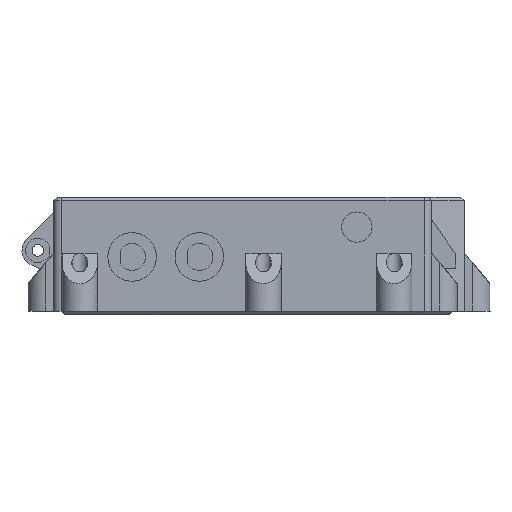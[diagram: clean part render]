
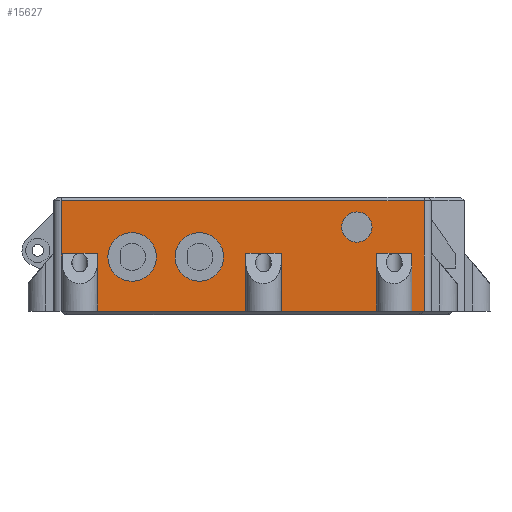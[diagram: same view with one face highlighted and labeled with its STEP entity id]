
A CAD part, left-side view. The second image highlights one B-rep face of the part: STEP entity #15627.
In plain terms, the highlighted planar face has unit normal (-1, 0, 0).
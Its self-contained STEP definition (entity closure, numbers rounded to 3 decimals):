
#1332=FACE_BOUND('',#2854,.T.);
#1333=FACE_BOUND('',#2855,.T.);
#1334=FACE_BOUND('',#2856,.T.);
#1955=FACE_OUTER_BOUND('',#2853,.T.);
#2853=EDGE_LOOP('',(#13216,#13217,#13218,#13219,#13220,#13221,#13222,#13223,
#13224,#13225,#13226,#13227,#13228,#13229,#13230,#13231,#13232,#13233,#13234));
#2854=EDGE_LOOP('',(#13235));
#2855=EDGE_LOOP('',(#13236));
#2856=EDGE_LOOP('',(#13237));
#3195=CIRCLE('',#16130,6.5);
#3196=CIRCLE('',#16131,4.05);
#3197=CIRCLE('',#16132,6.5);
#4085=LINE('',#28949,#5507);
#4091=LINE('',#28964,#5513);
#4153=LINE('',#29094,#5575);
#4154=LINE('',#29096,#5576);
#4155=LINE('',#29098,#5577);
#4156=LINE('',#29100,#5578);
#4157=LINE('',#29102,#5579);
#4158=LINE('',#29104,#5580);
#4159=LINE('',#29106,#5581);
#4160=LINE('',#29108,#5582);
#4161=LINE('',#29110,#5583);
#4162=LINE('',#29112,#5584);
#4163=LINE('',#29114,#5585);
#4164=LINE('',#29116,#5586);
#4165=LINE('',#29118,#5587);
#4166=LINE('',#29120,#5588);
#4167=LINE('',#29122,#5589);
#4168=LINE('',#29124,#5590);
#4169=LINE('',#29125,#5591);
#5507=VECTOR('',#17742,10.);
#5513=VECTOR('',#17760,10.);
#5575=VECTOR('',#17842,10.);
#5576=VECTOR('',#17843,10.);
#5577=VECTOR('',#17844,10.);
#5578=VECTOR('',#17845,10.);
#5579=VECTOR('',#17846,10.);
#5580=VECTOR('',#17847,10.);
#5581=VECTOR('',#17848,10.);
#5582=VECTOR('',#17849,10.);
#5583=VECTOR('',#17850,10.);
#5584=VECTOR('',#17851,10.);
#5585=VECTOR('',#17852,10.);
#5586=VECTOR('',#17853,10.);
#5587=VECTOR('',#17854,10.);
#5588=VECTOR('',#17855,10.);
#5589=VECTOR('',#17856,10.);
#5590=VECTOR('',#17857,10.);
#5591=VECTOR('',#17858,10.);
#7192=VERTEX_POINT('',#28944);
#7193=VERTEX_POINT('',#28948);
#7196=VERTEX_POINT('',#28962);
#7254=VERTEX_POINT('',#29093);
#7255=VERTEX_POINT('',#29095);
#7256=VERTEX_POINT('',#29097);
#7257=VERTEX_POINT('',#29099);
#7258=VERTEX_POINT('',#29101);
#7259=VERTEX_POINT('',#29103);
#7260=VERTEX_POINT('',#29105);
#7261=VERTEX_POINT('',#29107);
#7262=VERTEX_POINT('',#29109);
#7263=VERTEX_POINT('',#29111);
#7264=VERTEX_POINT('',#29113);
#7265=VERTEX_POINT('',#29115);
#7266=VERTEX_POINT('',#29117);
#7267=VERTEX_POINT('',#29119);
#7268=VERTEX_POINT('',#29121);
#7269=VERTEX_POINT('',#29123);
#7270=VERTEX_POINT('',#29126);
#7271=VERTEX_POINT('',#29128);
#7272=VERTEX_POINT('',#29130);
#9248=EDGE_CURVE('',#7192,#7193,#4085,.T.);
#9256=EDGE_CURVE('',#7196,#7192,#4091,.T.);
#9321=EDGE_CURVE('',#7254,#7196,#4153,.T.);
#9322=EDGE_CURVE('',#7254,#7255,#4154,.T.);
#9323=EDGE_CURVE('',#7255,#7256,#4155,.T.);
#9324=EDGE_CURVE('',#7256,#7257,#4156,.T.);
#9325=EDGE_CURVE('',#7257,#7258,#4157,.T.);
#9326=EDGE_CURVE('',#7259,#7258,#4158,.T.);
#9327=EDGE_CURVE('',#7259,#7260,#4159,.T.);
#9328=EDGE_CURVE('',#7260,#7261,#4160,.T.);
#9329=EDGE_CURVE('',#7261,#7262,#4161,.T.);
#9330=EDGE_CURVE('',#7262,#7263,#4162,.T.);
#9331=EDGE_CURVE('',#7264,#7263,#4163,.T.);
#9332=EDGE_CURVE('',#7264,#7265,#4164,.T.);
#9333=EDGE_CURVE('',#7265,#7266,#4165,.T.);
#9334=EDGE_CURVE('',#7266,#7267,#4166,.T.);
#9335=EDGE_CURVE('',#7267,#7268,#4167,.T.);
#9336=EDGE_CURVE('',#7269,#7268,#4168,.T.);
#9337=EDGE_CURVE('',#7193,#7269,#4169,.T.);
#9338=EDGE_CURVE('',#7270,#7270,#3195,.T.);
#9339=EDGE_CURVE('',#7271,#7271,#3196,.T.);
#9340=EDGE_CURVE('',#7272,#7272,#3197,.T.);
#13216=ORIENTED_EDGE('',*,*,#9248,.F.);
#13217=ORIENTED_EDGE('',*,*,#9256,.F.);
#13218=ORIENTED_EDGE('',*,*,#9321,.F.);
#13219=ORIENTED_EDGE('',*,*,#9322,.T.);
#13220=ORIENTED_EDGE('',*,*,#9323,.T.);
#13221=ORIENTED_EDGE('',*,*,#9324,.T.);
#13222=ORIENTED_EDGE('',*,*,#9325,.T.);
#13223=ORIENTED_EDGE('',*,*,#9326,.F.);
#13224=ORIENTED_EDGE('',*,*,#9327,.T.);
#13225=ORIENTED_EDGE('',*,*,#9328,.T.);
#13226=ORIENTED_EDGE('',*,*,#9329,.T.);
#13227=ORIENTED_EDGE('',*,*,#9330,.T.);
#13228=ORIENTED_EDGE('',*,*,#9331,.F.);
#13229=ORIENTED_EDGE('',*,*,#9332,.T.);
#13230=ORIENTED_EDGE('',*,*,#9333,.T.);
#13231=ORIENTED_EDGE('',*,*,#9334,.T.);
#13232=ORIENTED_EDGE('',*,*,#9335,.T.);
#13233=ORIENTED_EDGE('',*,*,#9336,.F.);
#13234=ORIENTED_EDGE('',*,*,#9337,.F.);
#13235=ORIENTED_EDGE('',*,*,#9338,.T.);
#13236=ORIENTED_EDGE('',*,*,#9339,.T.);
#13237=ORIENTED_EDGE('',*,*,#9340,.T.);
#14832=PLANE('',#16129);
#15627=ADVANCED_FACE('',(#1955,#1332,#1333,#1334),#14832,.T.);
#16129=AXIS2_PLACEMENT_3D('',#29092,#17840,#17841);
#16130=AXIS2_PLACEMENT_3D('',#29127,#17859,#17860);
#16131=AXIS2_PLACEMENT_3D('',#29129,#17861,#17862);
#16132=AXIS2_PLACEMENT_3D('',#29131,#17863,#17864);
#17742=DIRECTION('',(0.,-1.,0.));
#17760=DIRECTION('',(0.,0.,1.));
#17840=DIRECTION('center_axis',(-1.,0.,0.));
#17841=DIRECTION('ref_axis',(0.,0.,1.));
#17842=DIRECTION('',(0.,1.,0.));
#17843=DIRECTION('',(0.,0.,1.));
#17844=DIRECTION('',(0.,-1.,0.));
#17845=DIRECTION('',(0.,-1.,0.));
#17846=DIRECTION('',(0.,0.,-1.));
#17847=DIRECTION('',(0.,1.,0.));
#17848=DIRECTION('',(0.,0.,1.));
#17849=DIRECTION('',(0.,-1.,0.));
#17850=DIRECTION('',(0.,-1.,0.));
#17851=DIRECTION('',(0.,0.,-1.));
#17852=DIRECTION('',(0.,1.,0.));
#17853=DIRECTION('',(0.,0.,1.));
#17854=DIRECTION('',(0.,-1.,0.));
#17855=DIRECTION('',(0.,-1.,0.));
#17856=DIRECTION('',(0.,0.,-1.));
#17857=DIRECTION('',(0.,1.,0.));
#17858=DIRECTION('',(0.,0.,-1.));
#17859=DIRECTION('center_axis',(1.,0.,0.));
#17860=DIRECTION('ref_axis',(0.,-1.,0.));
#17861=DIRECTION('center_axis',(1.,0.,0.));
#17862=DIRECTION('ref_axis',(0.,-1.,0.));
#17863=DIRECTION('center_axis',(1.,0.,0.));
#17864=DIRECTION('ref_axis',(0.,-1.,0.));
#28944=CARTESIAN_POINT('',(-52.95,79.5,24.));
#28948=CARTESIAN_POINT('',(-52.95,-17.7,24.));
#28949=CARTESIAN_POINT('',(-52.95,5.6,24.));
#28962=CARTESIAN_POINT('',(-52.95,79.5,-5.5));
#28964=CARTESIAN_POINT('',(-52.95,79.5,25.));
#29092=CARTESIAN_POINT('Origin',(-52.95,-19.7,25.));
#29093=CARTESIAN_POINT('',(-52.95,79.25,-5.5));
#29094=CARTESIAN_POINT('',(-52.95,5.6,-5.5));
#29095=CARTESIAN_POINT('',(-52.95,79.25,10.));
#29096=CARTESIAN_POINT('',(-52.95,79.25,10.));
#29097=CARTESIAN_POINT('',(-52.95,74.5,10.));
#29098=CARTESIAN_POINT('',(-52.95,27.4,10.));
#29099=CARTESIAN_POINT('',(-52.95,69.75,10.));
#29100=CARTESIAN_POINT('',(-52.95,27.4,10.));
#29101=CARTESIAN_POINT('',(-52.95,69.75,-5.5));
#29102=CARTESIAN_POINT('',(-52.95,69.75,-5.));
#29103=CARTESIAN_POINT('',(-52.95,30.05,-5.5));
#29104=CARTESIAN_POINT('',(-52.95,5.6,-5.5));
#29105=CARTESIAN_POINT('',(-52.95,30.05,10.));
#29106=CARTESIAN_POINT('',(-52.95,30.05,10.));
#29107=CARTESIAN_POINT('',(-52.95,25.3,10.));
#29108=CARTESIAN_POINT('',(-52.95,2.8,10.));
#29109=CARTESIAN_POINT('',(-52.95,20.55,10.));
#29110=CARTESIAN_POINT('',(-52.95,2.8,10.));
#29111=CARTESIAN_POINT('',(-52.95,20.55,-5.5));
#29112=CARTESIAN_POINT('',(-52.95,20.55,-5.));
#29113=CARTESIAN_POINT('',(-52.95,-4.95,-5.5));
#29114=CARTESIAN_POINT('',(-52.95,5.6,-5.5));
#29115=CARTESIAN_POINT('',(-52.95,-4.95,10.));
#29116=CARTESIAN_POINT('',(-52.95,-4.95,10.));
#29117=CARTESIAN_POINT('',(-52.95,-9.7,10.));
#29118=CARTESIAN_POINT('',(-52.95,-14.7,10.));
#29119=CARTESIAN_POINT('',(-52.95,-14.45,10.));
#29120=CARTESIAN_POINT('',(-52.95,-14.7,10.));
#29121=CARTESIAN_POINT('',(-52.95,-14.45,-5.5));
#29122=CARTESIAN_POINT('',(-52.95,-14.45,-5.));
#29123=CARTESIAN_POINT('',(-52.95,-17.7,-5.5));
#29124=CARTESIAN_POINT('',(-52.95,5.6,-5.5));
#29125=CARTESIAN_POINT('',(-52.95,-17.7,25.));
#29126=CARTESIAN_POINT('',(-52.95,49.,9.));
#29127=CARTESIAN_POINT('Origin',(-52.95,42.5,9.));
#29128=CARTESIAN_POINT('',(-52.95,4.35,17.));
#29129=CARTESIAN_POINT('Origin',(-52.95,0.3,17.));
#29130=CARTESIAN_POINT('',(-52.95,67.,9.));
#29131=CARTESIAN_POINT('Origin',(-52.95,60.5,9.));
